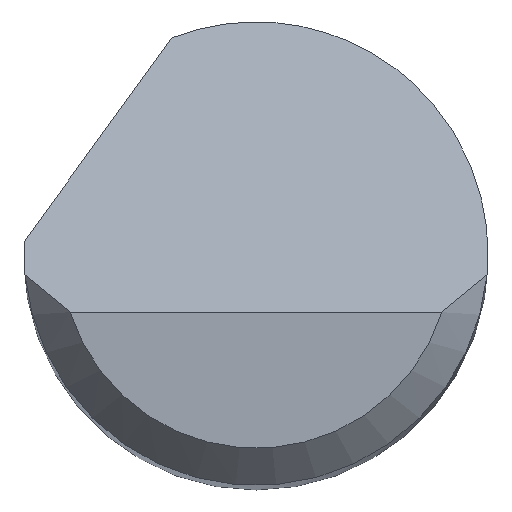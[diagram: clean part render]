
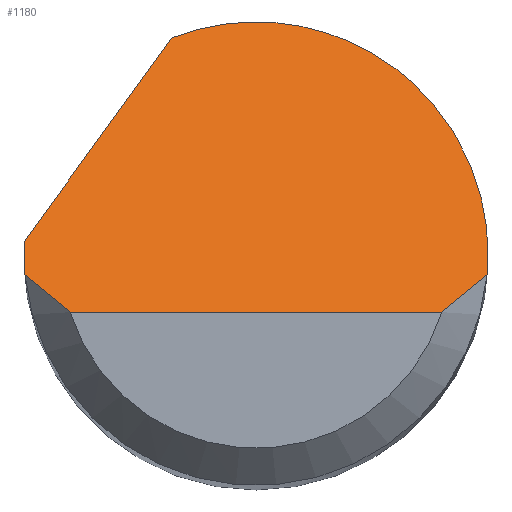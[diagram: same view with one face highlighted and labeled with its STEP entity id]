
A CAD part, top view. The second image highlights one B-rep face of the part: STEP entity #1180.
In plain terms, the highlighted planar face has unit normal (0, 0.707, 0.707).
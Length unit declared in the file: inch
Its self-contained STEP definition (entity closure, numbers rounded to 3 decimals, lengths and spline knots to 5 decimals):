
#4 = CARTESIAN_POINT ( 'NONE',  ( 0.08157, -0.019, 1.49525 ) ) ;
#11 = CARTESIAN_POINT ( 'NONE',  ( 0.09334, -0.00875, 1.485 ) ) ;
#36 = VERTEX_POINT ( 'NONE', #185 ) ;
#62 = ORIENTED_EDGE ( 'NONE', *, *, #497, .T. ) ;
#72 = CARTESIAN_POINT ( 'NONE',  ( -0.09334, -0.00875, 1.485 ) ) ;
#76 = B_SPLINE_CURVE_WITH_KNOTS ( 'NONE', 3,
 ( #627, #462, #1011, #913 ),
 .UNSPECIFIED., .F., .F.,
 ( 4, 4 ),
 ( 0., 0.00071 ),
 .UNSPECIFIED. ) ;
#80 = EDGE_CURVE ( 'NONE', #970, #928, #812, .T. ) ;
#93 = CARTESIAN_POINT ( 'NONE',  ( 0.09375, -0.00292, 1.47917 ) ) ;
#111 = DIRECTION ( 'NONE',  ( 0.456, 0.629, -0.629 ) ) ;
#128 = EDGE_CURVE ( 'NONE', #1085, #1079, #430, .T. ) ;
#156 = VECTOR ( 'NONE', #111, 39.37008 ) ;
#157 = CARTESIAN_POINT ( 'NONE',  ( 0.03379, 0.11369, 1.36256 ) ) ;
#162 = PLANE ( 'NONE',  #1021 ) ;
#168 = ORIENTED_EDGE ( 'NONE', *, *, #990, .F. ) ;
#172 = VERTEX_POINT ( 'NONE', #982 ) ;
#176 = DIRECTION ( 'NONE',  ( 0., 0.707, -0.707 ) ) ;
#185 = CARTESIAN_POINT ( 'NONE',  ( 0.07508, -0.02375, 1.5 ) ) ;
#193 = CARTESIAN_POINT ( 'NONE',  ( 0.09361, -0.00584, 1.48209 ) ) ;
#197 = CARTESIAN_POINT ( 'NONE',  ( -0.09375, 0., 1.47625 ) ) ;
#201 = EDGE_LOOP ( 'NONE', ( #502, #607, #882, #849, #168, #828, #275, #62 ) ) ;
#251 = CARTESIAN_POINT ( 'NONE',  ( -0.09334, -0.00875, 1.485 ) ) ;
#275 = ORIENTED_EDGE ( 'NONE', *, *, #1064, .F. ) ;
#279 = CARTESIAN_POINT ( 'NONE',  ( 0.07508, -0.02375, 1.5 ) ) ;
#351 = CARTESIAN_POINT ( 'NONE',  ( 0.09375, 0.07266, 1.40359 ) ) ;
#369 = VECTOR ( 'NONE', #1136, 39.37008 ) ;
#377 = EDGE_CURVE ( 'NONE', #474, #1085, #555, .T. ) ;
#381 = LINE ( 'NONE', #1045, #156 ) ;
#400 = CARTESIAN_POINT ( 'NONE',  ( 0.09334, -0.00875, 1.485 ) ) ;
#428 = CARTESIAN_POINT ( 'NONE',  ( -0.09361, -0.00584, 1.48209 ) ) ;
#430 =( BOUNDED_CURVE ( )  B_SPLINE_CURVE ( 3, ( #1036, #93, #193, #400 ),
 .UNSPECIFIED., .F., .T. ) 
 B_SPLINE_CURVE_WITH_KNOTS ( ( 4, 4 ),
 ( 1.5708, 1.66427 ),
 .UNSPECIFIED. ) 
 CURVE ( )  GEOMETRIC_REPRESENTATION_ITEM ( )  RATIONAL_B_SPLINE_CURVE ( ( 1., 0.999, 0.999, 1. ) ) 
 REPRESENTATION_ITEM ( '' )  );
#447 = CARTESIAN_POINT ( 'NONE',  ( 0.09375, 0., 1.47625 ) ) ;
#462 = CARTESIAN_POINT ( 'NONE',  ( -0.08761, -0.01397, 1.49022 ) ) ;
#468 =( BOUNDED_CURVE ( )  B_SPLINE_CURVE ( 3, ( #251, #428, #1076, #630 ),
 .UNSPECIFIED., .F., .F. ) 
 B_SPLINE_CURVE_WITH_KNOTS ( ( 4, 4 ),
 ( 4.61892, 4.71239 ),
 .UNSPECIFIED. ) 
 CURVE ( )  GEOMETRIC_REPRESENTATION_ITEM ( )  RATIONAL_B_SPLINE_CURVE ( ( 1., 0.999, 0.999, 1. ) ) 
 REPRESENTATION_ITEM ( '' )  );
#472 = CARTESIAN_POINT ( 'NONE',  ( -0.09371, 0.00333, 1.47292 ) ) ;
#474 = VERTEX_POINT ( 'NONE', #744 ) ;
#497 = EDGE_CURVE ( 'NONE', #517, #172, #76, .T. ) ;
#502 = ORIENTED_EDGE ( 'NONE', *, *, #901, .T. ) ;
#517 = VERTEX_POINT ( 'NONE', #72 ) ;
#546 = DIRECTION ( 'NONE',  ( 0., -0.707, -0.707 ) ) ;
#555 =( BOUNDED_CURVE ( )  B_SPLINE_CURVE ( 3, ( #1106, #157, #351, #1192 ),
 .UNSPECIFIED., .F., .F. ) 
 B_SPLINE_CURVE_WITH_KNOTS ( ( 4, 4 ),
 ( 5.91277, 7.85398 ),
 .UNSPECIFIED. ) 
 CURVE ( )  GEOMETRIC_REPRESENTATION_ITEM ( )  RATIONAL_B_SPLINE_CURVE ( ( 1., 0.71, 0.71, 1. ) ) 
 REPRESENTATION_ITEM ( '' )  );
#607 = ORIENTED_EDGE ( 'NONE', *, *, #1223, .T. ) ;
#627 = CARTESIAN_POINT ( 'NONE',  ( -0.09334, -0.00875, 1.485 ) ) ;
#630 = CARTESIAN_POINT ( 'NONE',  ( -0.09375, 0., 1.47625 ) ) ;
#654 = CARTESIAN_POINT ( 'NONE',  ( -0.09375, -0.02375, 1.5 ) ) ;
#678 = CARTESIAN_POINT ( 'NONE',  ( -0.09375, 0.00167, 1.47458 ) ) ;
#685 = LINE ( 'NONE', #1052, #369 ) ;
#700 = CARTESIAN_POINT ( 'NONE',  ( 0.08761, -0.01397, 1.49022 ) ) ;
#744 = CARTESIAN_POINT ( 'NONE',  ( -0.03394, 0.08739, 1.38886 ) ) ;
#762 = B_SPLINE_CURVE_WITH_KNOTS ( 'NONE', 3,
 ( #279, #4, #700, #11 ),
 .UNSPECIFIED., .F., .F.,
 ( 4, 4 ),
 ( 0., 0.00071 ),
 .UNSPECIFIED. ) ;
#786 = CARTESIAN_POINT ( 'NONE',  ( -0.09362, 0.005, 1.47125 ) ) ;
#808 = CARTESIAN_POINT ( 'NONE',  ( 0.09334, -0.00875, 1.485 ) ) ;
#812 =( BOUNDED_CURVE ( )  B_SPLINE_CURVE ( 3, ( #1042, #678, #472, #1046 ),
 .UNSPECIFIED., .F., .F. ) 
 B_SPLINE_CURVE_WITH_KNOTS ( ( 4, 4 ),
 ( 4.71239, 4.76575 ),
 .UNSPECIFIED. ) 
 CURVE ( )  GEOMETRIC_REPRESENTATION_ITEM ( )  RATIONAL_B_SPLINE_CURVE ( ( 1., 1., 1., 1. ) ) 
 REPRESENTATION_ITEM ( '' )  );
#828 = ORIENTED_EDGE ( 'NONE', *, *, #80, .F. ) ;
#849 = ORIENTED_EDGE ( 'NONE', *, *, #377, .F. ) ;
#882 = ORIENTED_EDGE ( 'NONE', *, *, #128, .F. ) ;
#901 = EDGE_CURVE ( 'NONE', #172, #36, #685, .T. ) ;
#913 = CARTESIAN_POINT ( 'NONE',  ( -0.07508, -0.02375, 1.5 ) ) ;
#928 = VERTEX_POINT ( 'NONE', #786 ) ;
#970 = VERTEX_POINT ( 'NONE', #197 ) ;
#982 = CARTESIAN_POINT ( 'NONE',  ( -0.07508, -0.02375, 1.5 ) ) ;
#990 = EDGE_CURVE ( 'NONE', #928, #474, #381, .T. ) ;
#1011 = CARTESIAN_POINT ( 'NONE',  ( -0.08157, -0.019, 1.49525 ) ) ;
#1021 = AXIS2_PLACEMENT_3D ( 'NONE', #654, #546, #176 ) ;
#1036 = CARTESIAN_POINT ( 'NONE',  ( 0.09375, 0., 1.47625 ) ) ;
#1042 = CARTESIAN_POINT ( 'NONE',  ( -0.09375, 0., 1.47625 ) ) ;
#1045 = CARTESIAN_POINT ( 'NONE',  ( -0.11014, -0.01781, 1.49406 ) ) ;
#1046 = CARTESIAN_POINT ( 'NONE',  ( -0.09362, 0.005, 1.47125 ) ) ;
#1052 = CARTESIAN_POINT ( 'NONE',  ( 0., -0.02375, 1.5 ) ) ;
#1064 = EDGE_CURVE ( 'NONE', #517, #970, #468, .T. ) ;
#1068 = FACE_OUTER_BOUND ( 'NONE', #201, .T. ) ;
#1076 = CARTESIAN_POINT ( 'NONE',  ( -0.09375, -0.00292, 1.47917 ) ) ;
#1079 = VERTEX_POINT ( 'NONE', #808 ) ;
#1085 = VERTEX_POINT ( 'NONE', #447 ) ;
#1106 = CARTESIAN_POINT ( 'NONE',  ( -0.03394, 0.08739, 1.38886 ) ) ;
#1136 = DIRECTION ( 'NONE',  ( 1., 0., 0. ) ) ;
#1180 = ADVANCED_FACE ( 'NONE', ( #1068 ), #162, .F. ) ;
#1192 = CARTESIAN_POINT ( 'NONE',  ( 0.09375, 0., 1.47625 ) ) ;
#1223 = EDGE_CURVE ( 'NONE', #36, #1079, #762, .T. ) ;
